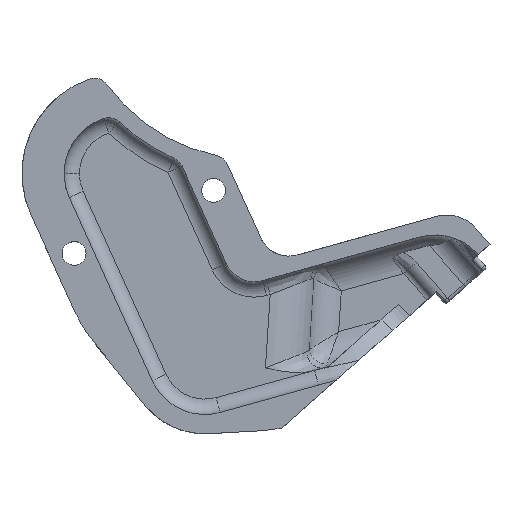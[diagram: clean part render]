
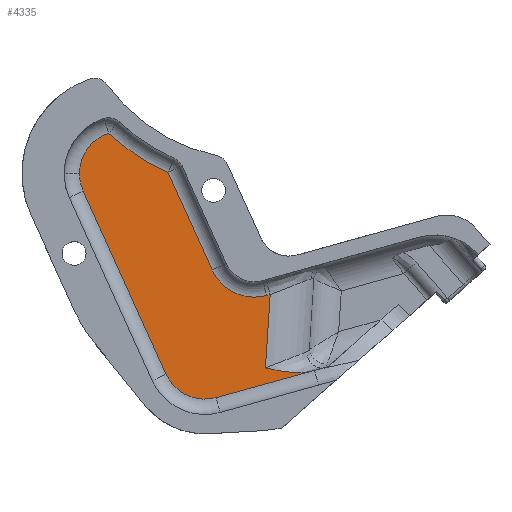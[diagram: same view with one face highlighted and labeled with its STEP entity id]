
A CAD part, top view. The second image highlights one B-rep face of the part: STEP entity #4335.
In plain terms, the highlighted planar face has unit normal (0, 0, 1).
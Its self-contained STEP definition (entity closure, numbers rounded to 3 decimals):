
#34 = CARTESIAN_POINT ( 'NONE',  ( -11.156, -51.068, -4. ) ) ;
#35 = EDGE_CURVE ( 'NONE', #4135, #2205, #4500, .T. ) ;
#128 = DIRECTION ( 'NONE',  ( 0.412, -0.911, 0. ) ) ;
#129 = CARTESIAN_POINT ( 'NONE',  ( 7.65, -50.684, -4. ) ) ;
#149 = DIRECTION ( 'NONE',  ( 0.064, 0.998, 0. ) ) ;
#173 = DIRECTION ( 'NONE',  ( 0.964, 0.267, 0. ) ) ;
#254 = CARTESIAN_POINT ( 'NONE',  ( -22.386, -25.067, -4. ) ) ;
#284 = CARTESIAN_POINT ( 'NONE',  ( 0., 0., -4. ) ) ;
#310 = AXIS2_PLACEMENT_3D ( 'NONE', #2995, #5590, #3358 ) ;
#346 = CIRCLE ( 'NONE', #3590, 6. ) ;
#505 = VERTEX_POINT ( 'NONE', #1619 ) ;
#527 = EDGE_CURVE ( 'NONE', #4122, #505, #346, .T. ) ;
#609 = VERTEX_POINT ( 'NONE', #5200 ) ;
#613 = CARTESIAN_POINT ( 'NONE',  ( 4.911, -50.843, -4. ) ) ;
#712 = DIRECTION ( 'NONE',  ( -1., 0., 0. ) ) ;
#757 = DIRECTION ( 'NONE',  ( 0., 0., -1. ) ) ;
#793 = EDGE_CURVE ( 'NONE', #1157, #4135, #5490, .T. ) ;
#991 = CARTESIAN_POINT ( 'NONE',  ( -21.896, -27.335, -4. ) ) ;
#995 = EDGE_CURVE ( 'NONE', #2324, #1157, #4899, .T. ) ;
#1057 = CARTESIAN_POINT ( 'NONE',  ( 5.662, -50.893, -4. ) ) ;
#1143 = FACE_OUTER_BOUND ( 'NONE', #5127, .T. ) ;
#1157 = VERTEX_POINT ( 'NONE', #991 ) ;
#1167 = DIRECTION ( 'NONE',  ( 0., 0., -1. ) ) ;
#1177 = LINE ( 'NONE', #4258, #1893 ) ;
#1184 = EDGE_CURVE ( 'NONE', #609, #3804, #4560, .T. ) ;
#1231 = CARTESIAN_POINT ( 'NONE',  ( -16.886, -25.067, -4. ) ) ;
#1291 = DIRECTION ( 'NONE',  ( -1., 0., 0. ) ) ;
#1345 = AXIS2_PLACEMENT_3D ( 'NONE', #284, #1167, #712 ) ;
#1554 = EDGE_CURVE ( 'NONE', #2205, #3066, #2821, .T. ) ;
#1619 = CARTESIAN_POINT ( 'NONE',  ( -5.194, -37.562, -4. ) ) ;
#1646 = CARTESIAN_POINT ( 'NONE',  ( -6.145, -48.8, -4. ) ) ;
#1680 = VECTOR ( 'NONE', #149, 1000. ) ;
#1756 = DIRECTION ( 'NONE',  ( 0., 0., 1. ) ) ;
#1782 = CARTESIAN_POINT ( 'NONE',  ( 10.654, -38.436, -4. ) ) ;
#1837 = VERTEX_POINT ( 'NONE', #2897 ) ;
#1893 = VECTOR ( 'NONE', #5594, 1000. ) ;
#2043 = CARTESIAN_POINT ( 'NONE',  ( 2.693, -50.472, -4. ) ) ;
#2056 = DIRECTION ( 'NONE',  ( 0., 0., 1. ) ) ;
#2096 = CARTESIAN_POINT ( 'NONE',  ( 1.718, -50.253, -4. ) ) ;
#2098 = PLANE ( 'NONE',  #310 ) ;
#2131 = CARTESIAN_POINT ( 'NONE',  ( -16.886, -25.067, -4. ) ) ;
#2176 = CIRCLE ( 'NONE', #1345, 27.2 ) ;
#2205 = VERTEX_POINT ( 'NONE', #2753 ) ;
#2227 = AXIS2_PLACEMENT_3D ( 'NONE', #2131, #1756, #1291 ) ;
#2288 = ORIENTED_EDGE ( 'NONE', *, *, #3550, .T. ) ;
#2324 = VERTEX_POINT ( 'NONE', #254 ) ;
#2346 = CARTESIAN_POINT ( 'NONE',  ( 2.324, -40.745, -4. ) ) ;
#2366 = CARTESIAN_POINT ( 'NONE',  ( 7.65, -50.684, -4. ) ) ;
#2395 = CARTESIAN_POINT ( 'NONE',  ( 3.671, -50.695, -4. ) ) ;
#2489 = DIRECTION ( 'NONE',  ( -1., 0., 0. ) ) ;
#2722 = ORIENTED_EDGE ( 'NONE', *, *, #793, .T. ) ;
#2747 = AXIS2_PLACEMENT_3D ( 'NONE', #1646, #2056, #3772 ) ;
#2753 = CARTESIAN_POINT ( 'NONE',  ( -4.676, -54.1, -4. ) ) ;
#2809 = ORIENTED_EDGE ( 'NONE', *, *, #1554, .T. ) ;
#2821 = LINE ( 'NONE', #4768, #4344 ) ;
#2829 = CARTESIAN_POINT ( 'NONE',  ( 5.16, -50.865, -4. ) ) ;
#2839 = CARTESIAN_POINT ( 'NONE',  ( -11.156, -51.068, -4. ) ) ;
#2897 = CARTESIAN_POINT ( 'NONE',  ( -10.919, -24.912, -4. ) ) ;
#2972 = DIRECTION ( 'NONE',  ( 0., 0., 1. ) ) ;
#2995 = CARTESIAN_POINT ( 'NONE',  ( 0., 0., -4. ) ) ;
#3066 = VERTEX_POINT ( 'NONE', #129 ) ;
#3133 = EDGE_CURVE ( 'NONE', #505, #1837, #1177, .T. ) ;
#3242 = EDGE_CURVE ( 'NONE', #4625, #2324, #5202, .T. ) ;
#3247 = CARTESIAN_POINT ( 'NONE',  ( 6.666, -50.878, -4. ) ) ;
#3358 = DIRECTION ( 'NONE',  ( -1., 0., 0. ) ) ;
#3411 = VECTOR ( 'NONE', #128, 1000. ) ;
#3525 = AXIS2_PLACEMENT_3D ( 'NONE', #1231, #2972, #5650 ) ;
#3550 = EDGE_CURVE ( 'NONE', #3066, #609, #4579, .T. ) ;
#3590 = AXIS2_PLACEMENT_3D ( 'NONE', #3832, #757, #2489 ) ;
#3622 = ORIENTED_EDGE ( 'NONE', *, *, #3242, .T. ) ;
#3772 = DIRECTION ( 'NONE',  ( -1., 0., 0. ) ) ;
#3804 = VERTEX_POINT ( 'NONE', #2346 ) ;
#3832 = CARTESIAN_POINT ( 'NONE',  ( 0.272, -35.088, -4. ) ) ;
#4053 = CARTESIAN_POINT ( 'NONE',  ( -18.604, -19.843, -4. ) ) ;
#4098 = VECTOR ( 'NONE', #5304, 1000. ) ;
#4103 = ORIENTED_EDGE ( 'NONE', *, *, #4747, .T. ) ;
#4113 = CARTESIAN_POINT ( 'NONE',  ( 4.903, -0.313, -4. ) ) ;
#4114 = CARTESIAN_POINT ( 'NONE',  ( 7.162, -50.819, -4. ) ) ;
#4122 = VERTEX_POINT ( 'NONE', #4851 ) ;
#4135 = VERTEX_POINT ( 'NONE', #34 ) ;
#4258 = CARTESIAN_POINT ( 'NONE',  ( -18.42, -8.336, -4. ) ) ;
#4309 = ORIENTED_EDGE ( 'NONE', *, *, #1184, .T. ) ;
#4335 = ADVANCED_FACE ( 'NONE', ( #1143 ), #2098, .F. ) ;
#4344 = VECTOR ( 'NONE', #173, 1000. ) ;
#4419 = ORIENTED_EDGE ( 'NONE', *, *, #995, .T. ) ;
#4500 = CIRCLE ( 'NONE', #2747, 5.5 ) ;
#4519 = EDGE_CURVE ( 'NONE', #3804, #4122, #5734, .T. ) ;
#4560 = LINE ( 'NONE', #4113, #1680 ) ;
#4579 = B_SPLINE_CURVE_WITH_KNOTS ( 'NONE', 3,
 ( #2366, #4114, #3247, #5026, #1057, #2829, #613, #2395, #2043, #2096 ),
 .UNSPECIFIED., .F., .F.,
 ( 4, 2, 2, 2, 4 ),
 ( 0., 0.001, 0.002, 0.003, 0.006 ),
 .UNSPECIFIED. ) ;
#4603 = ORIENTED_EDGE ( 'NONE', *, *, #35, .T. ) ;
#4625 = VERTEX_POINT ( 'NONE', #4053 ) ;
#4747 = EDGE_CURVE ( 'NONE', #1837, #4625, #2176, .T. ) ;
#4768 = CARTESIAN_POINT ( 'NONE',  ( 9.008, -50.307, -4. ) ) ;
#4851 = CARTESIAN_POINT ( 'NONE',  ( 1.875, -40.87, -4. ) ) ;
#4899 = CIRCLE ( 'NONE', #2227, 5.5 ) ;
#5026 = CARTESIAN_POINT ( 'NONE',  ( 5.914, -50.898, -4. ) ) ;
#5102 = ORIENTED_EDGE ( 'NONE', *, *, #4519, .T. ) ;
#5127 = EDGE_LOOP ( 'NONE', ( #5519, #4103, #3622, #4419, #2722, #4603, #2809, #2288, #4309, #5102, #5233 ) ) ;
#5200 = CARTESIAN_POINT ( 'NONE',  ( 1.718, -50.253, -4. ) ) ;
#5202 = CIRCLE ( 'NONE', #3525, 5.5 ) ;
#5233 = ORIENTED_EDGE ( 'NONE', *, *, #527, .T. ) ;
#5304 = DIRECTION ( 'NONE',  ( -0.964, -0.267, 0. ) ) ;
#5490 = LINE ( 'NONE', #2839, #3411 ) ;
#5519 = ORIENTED_EDGE ( 'NONE', *, *, #3133, .T. ) ;
#5590 = DIRECTION ( 'NONE',  ( 0., 0., -1. ) ) ;
#5594 = DIRECTION ( 'NONE',  ( -0.412, 0.911, 0. ) ) ;
#5650 = DIRECTION ( 'NONE',  ( -1., 0., 0. ) ) ;
#5734 = LINE ( 'NONE', #1782, #4098 ) ;
